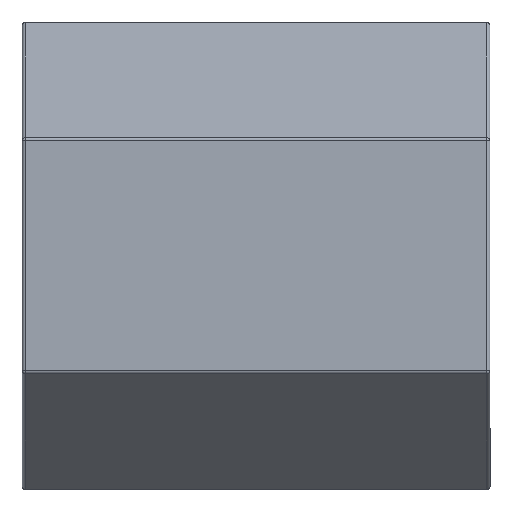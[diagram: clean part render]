
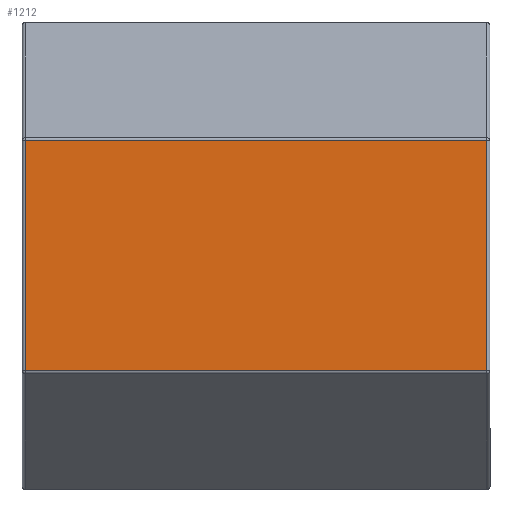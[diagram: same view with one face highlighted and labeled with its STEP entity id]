
A CAD part, top view. The second image highlights one B-rep face of the part: STEP entity #1212.
In plain terms, the highlighted planar face has unit normal (0, 0, 1).
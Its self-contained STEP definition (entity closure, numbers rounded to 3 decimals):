
#33 = FACE_OUTER_BOUND ( 'NONE', #1006, .T. ) ;
#83 = DIRECTION ( 'NONE',  ( 1., 0., 0. ) ) ;
#154 = CARTESIAN_POINT ( 'NONE',  ( 14.9, 3.753, 6.5 ) ) ;
#207 = EDGE_CURVE ( 'NONE', #912, #806, #903, .T. ) ;
#248 = EDGE_CURVE ( 'NONE', #795, #668, #594, .T. ) ;
#282 = EDGE_CURVE ( 'NONE', #668, #912, #566, .T. ) ;
#288 = EDGE_CURVE ( 'NONE', #806, #795, #564, .T. ) ;
#442 = DIRECTION ( 'NONE',  ( 0., 1., 0. ) ) ;
#560 = VECTOR ( 'NONE', #818, 1000. ) ;
#563 = VECTOR ( 'NONE', #83, 1000. ) ;
#564 = LINE ( 'NONE', #764, #560 ) ;
#566 = LINE ( 'NONE', #1221, #563 ) ;
#586 = VECTOR ( 'NONE', #1170, 1000. ) ;
#594 = LINE ( 'NONE', #1181, #586 ) ;
#595 = CARTESIAN_POINT ( 'NONE',  ( 14.9, 3.695, 6.5 ) ) ;
#616 = VECTOR ( 'NONE', #1165, 1000. ) ;
#668 = VERTEX_POINT ( 'NONE', #1180 ) ;
#710 = CARTESIAN_POINT ( 'NONE',  ( 14.9, -3.695, 6.5 ) ) ;
#764 = CARTESIAN_POINT ( 'NONE',  ( 15., 3.695, 6.5 ) ) ;
#795 = VERTEX_POINT ( 'NONE', #1187 ) ;
#806 = VERTEX_POINT ( 'NONE', #595 ) ;
#818 = DIRECTION ( 'NONE',  ( -1., 0., 0. ) ) ;
#819 = ORIENTED_EDGE ( 'NONE', *, *, #288, .T. ) ;
#863 = ORIENTED_EDGE ( 'NONE', *, *, #207, .T. ) ;
#903 = LINE ( 'NONE', #154, #616 ) ;
#912 = VERTEX_POINT ( 'NONE', #710 ) ;
#934 = ORIENTED_EDGE ( 'NONE', *, *, #282, .T. ) ;
#975 = PLANE ( 'NONE',  #996 ) ;
#981 = ORIENTED_EDGE ( 'NONE', *, *, #248, .T. ) ;
#996 = AXIS2_PLACEMENT_3D ( 'NONE', #1246, #1073, #442 ) ;
#1006 = EDGE_LOOP ( 'NONE', ( #981, #934, #863, #819 ) ) ;
#1073 = DIRECTION ( 'NONE',  ( 0., 0., -1. ) ) ;
#1165 = DIRECTION ( 'NONE',  ( 0., 1., 0. ) ) ;
#1170 = DIRECTION ( 'NONE',  ( 0., -1., 0. ) ) ;
#1180 = CARTESIAN_POINT ( 'NONE',  ( 0.1, -3.695, 6.5 ) ) ;
#1181 = CARTESIAN_POINT ( 'NONE',  ( 0.1, 3.753, 6.5 ) ) ;
#1187 = CARTESIAN_POINT ( 'NONE',  ( 0.1, 3.695, 6.5 ) ) ;
#1212 = ADVANCED_FACE ( 'NONE', ( #33 ), #975, .F. ) ;
#1221 = CARTESIAN_POINT ( 'NONE',  ( 15., -3.695, 6.5 ) ) ;
#1246 = CARTESIAN_POINT ( 'NONE',  ( 15., 3.753, 6.5 ) ) ;
